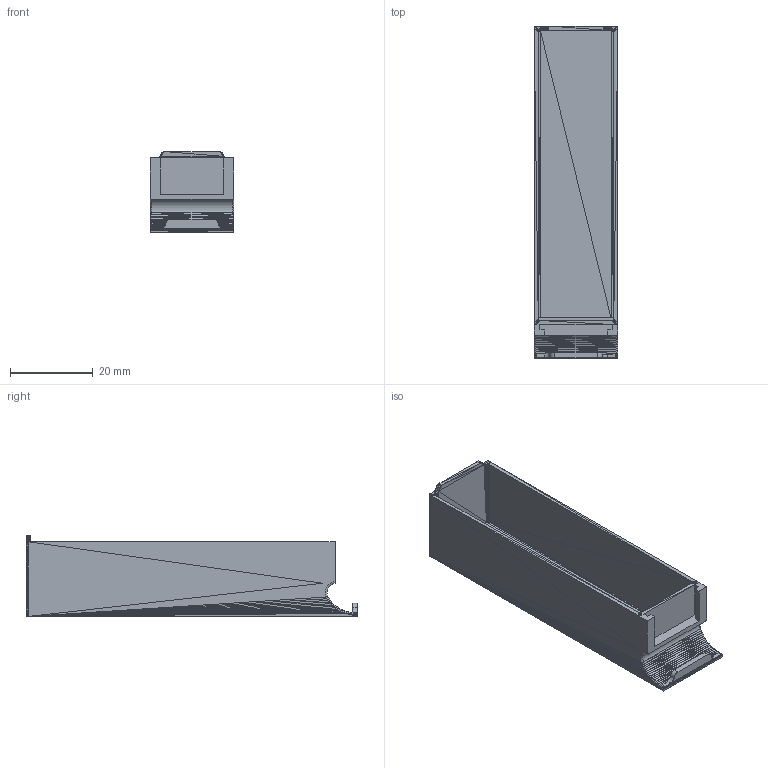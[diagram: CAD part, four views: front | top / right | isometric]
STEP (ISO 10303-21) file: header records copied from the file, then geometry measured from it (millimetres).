
FILE_DESCRIPTION(/* description */ (' Model'),/* implementation_level */ '2;1');
FILE_NAME(/* name */ 'Resistor Drawer v4.step',/* time_stamp */ '2024-10-25T23:03:31-04:00',/* author */ (''),/* organization */ (''),/* preprocessor_version */ 'ST-DEVELOPER v20',/* originating_system */ 'Autodesk Translation Framework v13.20.0.188',/* authorisation */ '');
FILE_SCHEMA (('AUTOMOTIVE_DESIGN { 1 0 10303 214 3 1 1 }'));
Length unit declared in the file: inch
Products named in the file (1):  STEP translator 7.5 1
Bounding box: 20.2 x 80 x 19.5 mm (x, y, z)
Volume: 5188.2 mm3; surface area: 9834.6 mm2
Topology: 1 solids, 1 shells, 2011 faces, 3145 edges, 1136 vertices
Faces by surface type: plane 2000, cylinder 9, torus 2
Entity records: 40704 total; most frequent: DIRECTION 7207, CARTESIAN_POINT 6397, ORIENTED_EDGE 6340, EDGE_CURVE 3170, LINE 3145, VECTOR 3145, AXIS2_PLACEMENT_3D 2031, FACE_OUTER_BOUND 2011
